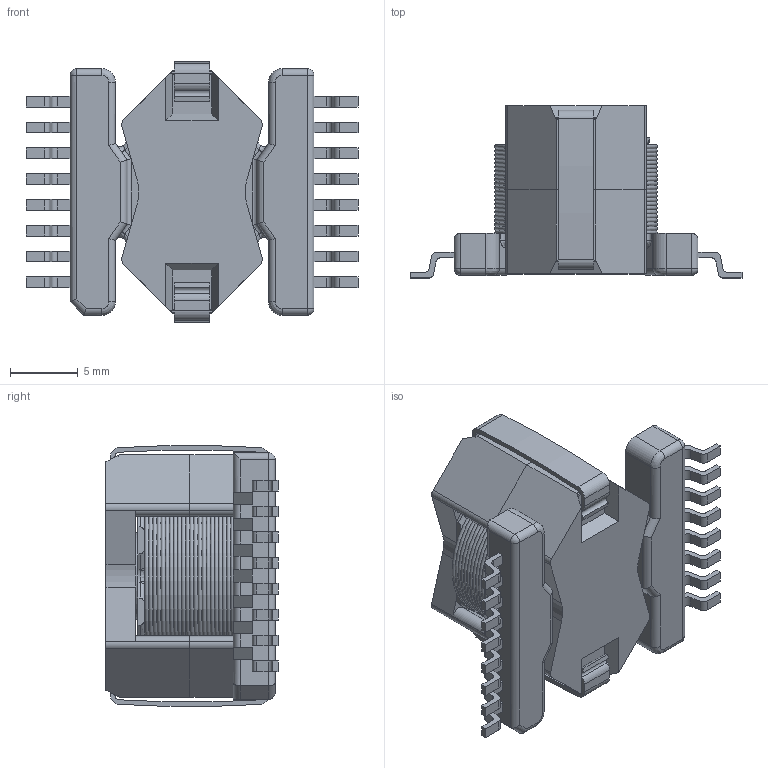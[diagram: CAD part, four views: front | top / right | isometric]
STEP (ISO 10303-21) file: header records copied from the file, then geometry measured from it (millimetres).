
FILE_DESCRIPTION(/* description */ (''),/* implementation_level */ '2;1');
FILE_NAME(/* name */ '55230840-4 Assembly.stp',/* time_stamp */ '2024-03-20T10:17:15+01:00',/* author */ ('mt'),/* organization */ (''),/* preprocessor_version */ 'ST-DEVELOPER v20',/* originating_system */ 'Autodesk Inventor 2024',/* authorisation */ '');
FILE_SCHEMA (('CONFIG_CONTROL_DESIGN'));
Length unit declared in the file: millimetre
Products named in the file (6): 55230840-3 Assembly; 55230840-3; RM6 Tråd; RM6 Kerne med marking; RM6 Kerne med marking_1; RM6 Clamp uden pin
Assembly tree (6 placements, depth 2):
  55230840-3 Assembly
    55230840-3
    RM6 Tråd
    RM6 Kerne med marking
    RM6 Kerne med marking_1
    RM6 Clamp uden pin  x2
Bounding box: 24.5 x 12.7 x 19.24 mm (x, y, z)
Volume: 2240.8 mm3; surface area: 3523.5 mm2
Topology: 22 solids, 22 shells, 674 faces, 1757 edges, 1140 vertices
Faces by surface type: plane 390, cylinder 192, bspline 54, torus 35, sphere 3
Full cylindrical faces by diameter (mm): 6.4 x2, 6.55 x1, 7.35 x1, 7.45 x1
Entity records: 20759 total; most frequent: CARTESIAN_POINT 4363, ORIENTED_EDGE 3390, DIRECTION 3235, EDGE_CURVE 1695, LINE 1179, VECTOR 1179, VERTEX_POINT 1100, AXIS2_PLACEMENT_3D 1028
